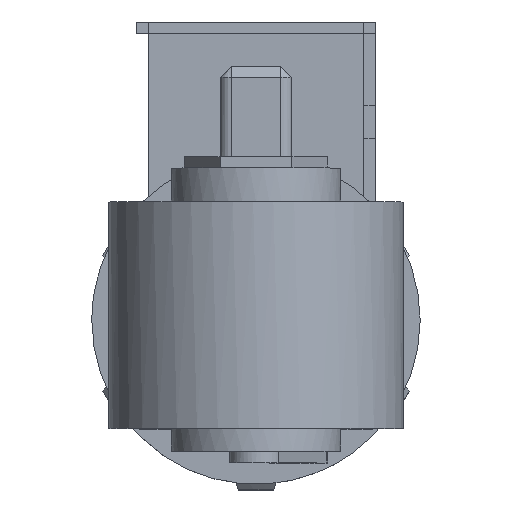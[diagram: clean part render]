
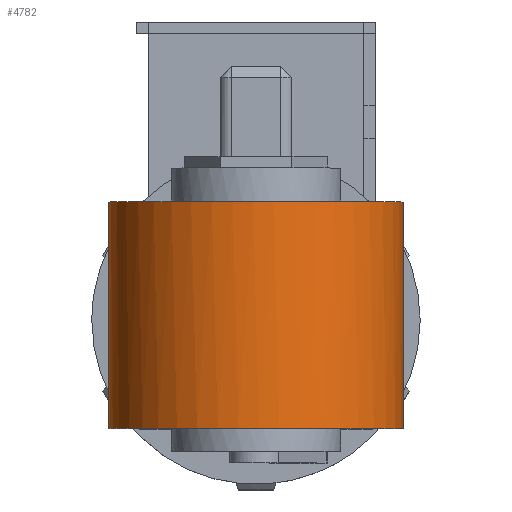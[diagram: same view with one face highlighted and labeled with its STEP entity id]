
A CAD part, top view. The second image highlights one B-rep face of the part: STEP entity #4782.
In plain terms, the highlighted free-form (B-spline) face has degree [2, 1] with [5, 2] control points.
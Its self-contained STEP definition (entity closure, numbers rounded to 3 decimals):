
#4688 = VERTEX_POINT('',#4689);
#4689 = CARTESIAN_POINT('',(14.944,11.496,
    487.401));
#4694 = EDGE_CURVE('',#4695,#4688,#4697,.T.);
#4695 = VERTEX_POINT('',#4696);
#4696 = CARTESIAN_POINT('',(14.944,-11.496,
    487.401));
#4697 = B_SPLINE_CURVE_WITH_KNOTS('',1,(#4698,#4699),.UNSPECIFIED.,.F.,
  .F.,(2,2),(-10.,10.),.PIECEWISE_BEZIER_KNOTS.);
#4698 = CARTESIAN_POINT('',(14.944,-11.496,
    487.401));
#4699 = CARTESIAN_POINT('',(14.944,11.496,
    487.401));
#4715 = EDGE_CURVE('',#4695,#4716,#4718,.T.);
#4716 = VERTEX_POINT('',#4717);
#4717 = CARTESIAN_POINT('',(-14.944,-11.496,
    487.401));
#4718 = ( BOUNDED_CURVE() B_SPLINE_CURVE(2,(#4719,#4720,#4721,#4722,
#4723),.UNSPECIFIED.,.F.,.F.) B_SPLINE_CURVE_WITH_KNOTS((3,2,3),(
    3.142,4.712,6.283),
.PIECEWISE_BEZIER_KNOTS.) CURVE() GEOMETRIC_REPRESENTATION_ITEM() 
RATIONAL_B_SPLINE_CURVE((1.,0.707,1.,0.707,1.)) 
REPRESENTATION_ITEM('') );
#4719 = CARTESIAN_POINT('',(14.944,-11.496,
    487.401));
#4720 = CARTESIAN_POINT('',(14.944,-11.496,
    502.345));
#4721 = CARTESIAN_POINT('',(0.,-11.496,
    502.345));
#4722 = CARTESIAN_POINT('',(-14.944,-11.496,
    502.345));
#4723 = CARTESIAN_POINT('',(-14.944,-11.496,
    487.401));
#4765 = EDGE_CURVE('',#4766,#4716,#4768,.T.);
#4766 = VERTEX_POINT('',#4767);
#4767 = CARTESIAN_POINT('',(-14.944,11.496,
    487.401));
#4768 = B_SPLINE_CURVE_WITH_KNOTS('',1,(#4769,#4770),.UNSPECIFIED.,.F.,
  .F.,(2,2),(-10.,10.),.PIECEWISE_BEZIER_KNOTS.);
#4769 = CARTESIAN_POINT('',(-14.944,11.496,
    487.401));
#4770 = CARTESIAN_POINT('',(-14.944,-11.496,
    487.401));
#4782 = ADVANCED_FACE('',(#4783),#4796,.T.);
#4783 = FACE_BOUND('',#4784,.T.);
#4784 = EDGE_LOOP('',(#4785,#4786,#4794,#4795));
#4785 = ORIENTED_EDGE('',*,*,#4694,.T.);
#4786 = ORIENTED_EDGE('',*,*,#4787,.F.);
#4787 = EDGE_CURVE('',#4766,#4688,#4788,.T.);
#4788 = ( BOUNDED_CURVE() B_SPLINE_CURVE(2,(#4789,#4790,#4791,#4792,
#4793),.UNSPECIFIED.,.F.,.F.) B_SPLINE_CURVE_WITH_KNOTS((3,2,3),(0.,
1.571,3.142),.PIECEWISE_BEZIER_KNOTS.) CURVE() 
GEOMETRIC_REPRESENTATION_ITEM() RATIONAL_B_SPLINE_CURVE((1.,
0.707,1.,0.707,1.)) REPRESENTATION_ITEM('') );
#4789 = CARTESIAN_POINT('',(-14.944,11.496,
    487.401));
#4790 = CARTESIAN_POINT('',(-14.944,11.496,
    502.345));
#4791 = CARTESIAN_POINT('',(0.,11.496,
    502.345));
#4792 = CARTESIAN_POINT('',(14.944,11.496,
    502.345));
#4793 = CARTESIAN_POINT('',(14.944,11.496,
    487.401));
#4794 = ORIENTED_EDGE('',*,*,#4765,.T.);
#4795 = ORIENTED_EDGE('',*,*,#4715,.F.);
#4796 = ( BOUNDED_SURFACE() B_SPLINE_SURFACE(2,1,(
    (#4797,#4798)
    ,(#4799,#4800)
    ,(#4801,#4802)
    ,(#4803,#4804)
    ,(#4805,#4806
)),.UNSPECIFIED.,.F.,.F.,.F.) B_SPLINE_SURFACE_WITH_KNOTS((3,2,3),(2,2),
  (0.,1.571,3.142),(-10.,10.),
.PIECEWISE_BEZIER_KNOTS.) GEOMETRIC_REPRESENTATION_ITEM() 
RATIONAL_B_SPLINE_SURFACE((
    (1.,1.)
    ,(0.707,0.707)
    ,(1.,1.)
    ,(0.707,0.707)
,(1.,1.))) REPRESENTATION_ITEM('') SURFACE() );
#4797 = CARTESIAN_POINT('',(-14.944,-11.496,
    487.401));
#4798 = CARTESIAN_POINT('',(-14.944,11.496,
    487.401));
#4799 = CARTESIAN_POINT('',(-14.944,-11.496,
    502.345));
#4800 = CARTESIAN_POINT('',(-14.944,11.496,
    502.345));
#4801 = CARTESIAN_POINT('',(0.,-11.496,
    502.345));
#4802 = CARTESIAN_POINT('',(0.,11.496,
    502.345));
#4803 = CARTESIAN_POINT('',(14.944,-11.496,
    502.345));
#4804 = CARTESIAN_POINT('',(14.944,11.496,
    502.345));
#4805 = CARTESIAN_POINT('',(14.944,-11.496,
    487.401));
#4806 = CARTESIAN_POINT('',(14.944,11.496,
    487.401));
